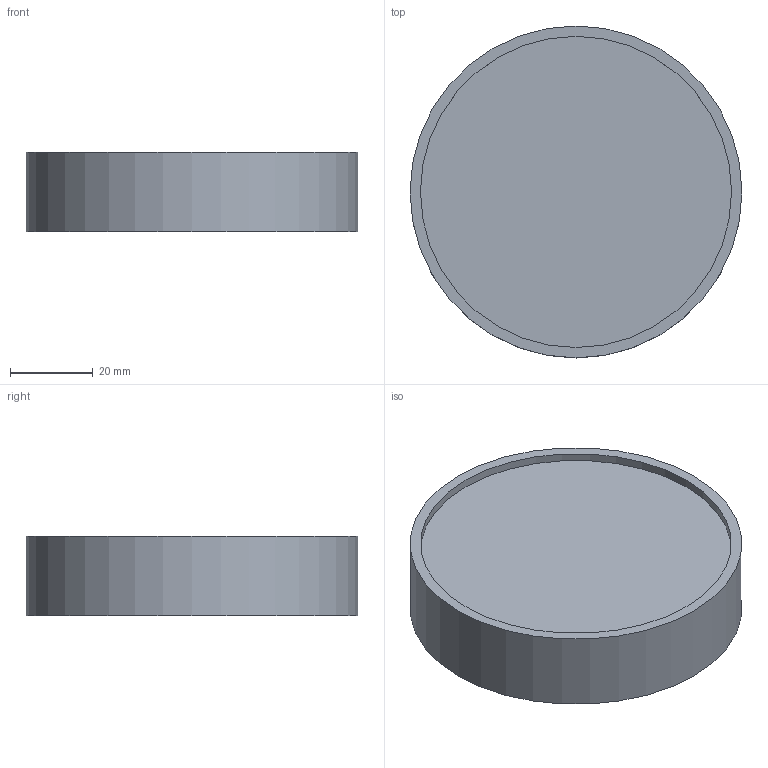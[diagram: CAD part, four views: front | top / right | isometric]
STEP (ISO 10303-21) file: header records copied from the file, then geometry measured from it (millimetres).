
FILE_DESCRIPTION(('FreeCAD Model'),'2;1');
FILE_NAME('Open CASCADE Shape Model','2023-04-23T14:14:14',(''),(''), 'Open CASCADE STEP processor 7.6','FreeCAD','Unknown');
FILE_SCHEMA(('AUTOMOTIVE_DESIGN { 1 0 10303 214 1 1 1 1 }'));
Length unit declared in the file: millimetre
Products named in the file (1): helix-thread
Bounding box: 80 x 80 x 19.2 mm (x, y, z)
Volume: 24285.6 mm3; surface area: 19011 mm2
Topology: 1 solids, 1 shells, 14 faces, 30 edges, 20 vertices
Faces by surface type: cylinder 5, plane 5, bspline 3, cone 1
Full cylindrical faces by diameter (mm): 72.6 x2, 75 x1, 80 x1
Entity records: 3317 total; most frequent: CARTESIAN_POINT 2757, DIRECTION 74, ORIENTED_EDGE 60, PCURVE 60, DEFINITIONAL_REPRESENTATION 60, B_SPLINE_CURVE_WITH_KNOTS 43, EDGE_CURVE 30, LINE 30
